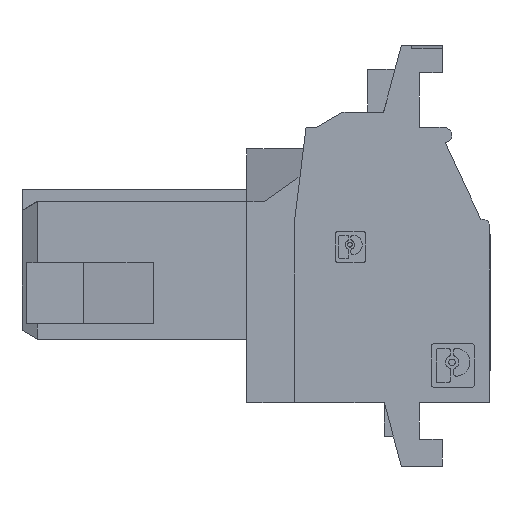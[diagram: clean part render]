
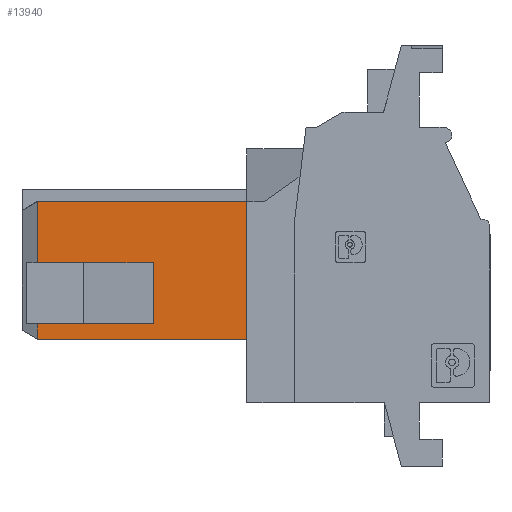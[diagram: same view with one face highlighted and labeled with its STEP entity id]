
A CAD part, left-side view. The second image highlights one B-rep face of the part: STEP entity #13940.
In plain terms, the highlighted face is planar.
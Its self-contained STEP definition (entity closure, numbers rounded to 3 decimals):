
#2160=CARTESIAN_POINT('',(0.627,11.568,
-14.89));
#2170=VERTEX_POINT('',#2160);
#4760=CARTESIAN_POINT('',(0.627,2.568,
-14.89));
#4770=VERTEX_POINT('',#4760);
#13310=CARTESIAN_POINT('',(-0.373,-0.132,
-14.89));
#13320=DIRECTION('',(0.,0.,1.));
#13330=DIRECTION('',(1.,0.,0.));
#13340=AXIS2_PLACEMENT_3D('',#13310,#13320,#13330);
#13350=PLANE('',#13340);
#13360=CARTESIAN_POINT('',(0.627,0.,-14.89));
#13370=DIRECTION('',(0.,1.,0.));
#13380=VECTOR('',#13370,1.);
#13390=LINE('',#13360,#13380);
#13400=CARTESIAN_POINT('',(0.627,3.568,
-14.89));
#13410=VERTEX_POINT('',#13400);
#13420=EDGE_CURVE('',#4770,#13410,#13390,.T.);
#13430=ORIENTED_EDGE('',*,*,#13420,.F.);
#13440=CARTESIAN_POINT('',(0.,3.568,-14.89));
#13450=DIRECTION('',(1.,0.,0.));
#13460=VECTOR('',#13450,1.);
#13470=LINE('',#13440,#13460);
#13480=CARTESIAN_POINT('',(8.206,3.568,
-14.89));
#13490=VERTEX_POINT('',#13480);
#13500=EDGE_CURVE('',#13410,#13490,#13470,.T.);
#13510=ORIENTED_EDGE('',*,*,#13500,.F.);
#13520=CARTESIAN_POINT('',(8.206,0.,-14.89));
#13530=DIRECTION('',(0.,-1.,0.));
#13540=VECTOR('',#13530,1.);
#13550=LINE('',#13520,#13540);
#13560=CARTESIAN_POINT('',(8.206,7.568,
-14.89));
#13570=VERTEX_POINT('',#13560);
#13580=EDGE_CURVE('',#13570,#13490,#13550,.T.);
#13590=ORIENTED_EDGE('',*,*,#13580,.T.);
#13600=CARTESIAN_POINT('',(0.,7.568,-14.89));
#13610=DIRECTION('',(1.,0.,0.));
#13620=VECTOR('',#13610,1.);
#13630=LINE('',#13600,#13620);
#13640=CARTESIAN_POINT('',(0.627,7.568,
-14.89));
#13650=VERTEX_POINT('',#13640);
#13660=EDGE_CURVE('',#13650,#13570,#13630,.T.);
#13670=ORIENTED_EDGE('',*,*,#13660,.T.);
#13680=EDGE_CURVE('',#13650,#2170,#13390,.T.);
#13690=ORIENTED_EDGE('',*,*,#13680,.F.);
#13700=CARTESIAN_POINT('',(0.,11.568,-14.89));
#13710=DIRECTION('',(-1.,0.,0.));
#13720=VECTOR('',#13710,1.);
#13730=LINE('',#13700,#13720);
#13740=CARTESIAN_POINT('',(14.327,11.568,
-14.89));
#13750=VERTEX_POINT('',#13740);
#13760=EDGE_CURVE('',#13750,#2170,#13730,.T.);
#13770=ORIENTED_EDGE('',*,*,#13760,.T.);
#13780=CARTESIAN_POINT('',(14.327,0.,-14.89));
#13790=DIRECTION('',(0.,1.,0.));
#13800=VECTOR('',#13790,1.);
#13810=LINE('',#13780,#13800);
#13820=CARTESIAN_POINT('',(14.327,2.568,
-14.89));
#13830=VERTEX_POINT('',#13820);
#13840=EDGE_CURVE('',#13830,#13750,#13810,.T.);
#13850=ORIENTED_EDGE('',*,*,#13840,.T.);
#13860=CARTESIAN_POINT('',(0.,2.568,-14.89));
#13870=DIRECTION('',(-1.,0.,0.));
#13880=VECTOR('',#13870,1.);
#13890=LINE('',#13860,#13880);
#13900=EDGE_CURVE('',#13830,#4770,#13890,.T.);
#13910=ORIENTED_EDGE('',*,*,#13900,.F.);
#13920=EDGE_LOOP('',(#13910,#13850,#13770,#13690,#13670,#13590,#13510,
#13430));
#13930=FACE_OUTER_BOUND('',#13920,.T.);
#13940=ADVANCED_FACE('',(#13930),#13350,.T.);
